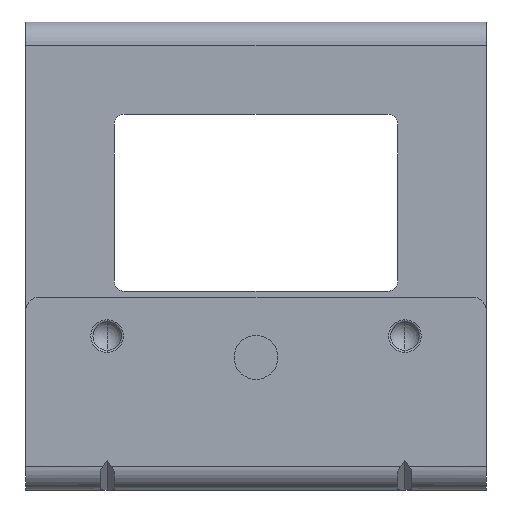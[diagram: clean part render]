
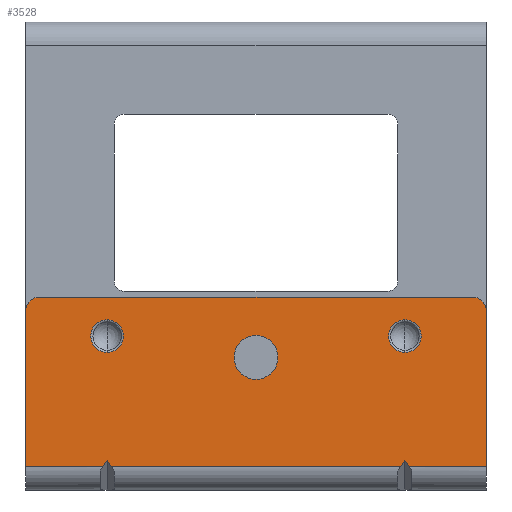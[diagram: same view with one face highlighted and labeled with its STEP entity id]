
A CAD part, left-side view. The second image highlights one B-rep face of the part: STEP entity #3528.
In plain terms, the highlighted planar face has unit normal (-1, 0, 0).
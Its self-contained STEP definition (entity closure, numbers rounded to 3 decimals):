
#42=FACE_BOUND('',#418,.T.);
#43=FACE_BOUND('',#419,.T.);
#44=FACE_BOUND('',#420,.T.);
#215=FACE_OUTER_BOUND('',#417,.T.);
#417=EDGE_LOOP('',(#2607,#2608,#2609,#2610,#2611,#2612,#2613,#2614,#2615,
#2616,#2617,#2618));
#418=EDGE_LOOP('',(#2619,#2620));
#419=EDGE_LOOP('',(#2621,#2622));
#420=EDGE_LOOP('',(#2623,#2624));
#563=LINE('',#5121,#907);
#637=LINE('',#6997,#981);
#640=LINE('',#7005,#984);
#642=LINE('',#7012,#986);
#643=LINE('',#7014,#987);
#644=LINE('',#7016,#988);
#645=LINE('',#7017,#989);
#646=LINE('',#7019,#990);
#647=LINE('',#7021,#991);
#648=LINE('',#7022,#992);
#907=VECTOR('',#4041,21.9);
#981=VECTOR('',#4365,21.9);
#984=VECTOR('',#4374,61.);
#986=VECTOR('',#4382,40.802);
#987=VECTOR('',#4383,1.038);
#988=VECTOR('',#4384,1.038);
#989=VECTOR('',#4385,10.901);
#990=VECTOR('',#4386,10.901);
#991=VECTOR('',#4387,1.038);
#992=VECTOR('',#4388,1.038);
#1325=CIRCLE('',#3795,2.);
#1326=CIRCLE('',#3798,2.);
#1327=CIRCLE('',#3800,2.3);
#1328=CIRCLE('',#3801,2.3);
#1329=CIRCLE('',#3802,2.3);
#1330=CIRCLE('',#3803,2.3);
#1331=CIRCLE('',#3804,3.1);
#1332=CIRCLE('',#3805,3.1);
#1412=VERTEX_POINT('',#5118);
#1413=VERTEX_POINT('',#5120);
#1521=VERTEX_POINT('',#6994);
#1522=VERTEX_POINT('',#6996);
#1523=VERTEX_POINT('',#7000);
#1524=VERTEX_POINT('',#7004);
#1525=VERTEX_POINT('',#7010);
#1526=VERTEX_POINT('',#7011);
#1527=VERTEX_POINT('',#7013);
#1528=VERTEX_POINT('',#7015);
#1529=VERTEX_POINT('',#7018);
#1530=VERTEX_POINT('',#7020);
#1531=VERTEX_POINT('',#7023);
#1532=VERTEX_POINT('',#7024);
#1533=VERTEX_POINT('',#7027);
#1534=VERTEX_POINT('',#7028);
#1535=VERTEX_POINT('',#7031);
#1536=VERTEX_POINT('',#7032);
#1758=EDGE_CURVE('',#1413,#1412,#563,.T.);
#1923=EDGE_CURVE('',#1521,#1522,#637,.T.);
#1925=EDGE_CURVE('',#1523,#1522,#1325,.T.);
#1927=EDGE_CURVE('',#1524,#1523,#640,.T.);
#1929=EDGE_CURVE('',#1412,#1524,#1326,.T.);
#1930=EDGE_CURVE('',#1525,#1526,#642,.T.);
#1931=EDGE_CURVE('',#1525,#1527,#643,.T.);
#1932=EDGE_CURVE('',#1527,#1528,#644,.T.);
#1933=EDGE_CURVE('',#1413,#1528,#645,.T.);
#1934=EDGE_CURVE('',#1529,#1521,#646,.T.);
#1935=EDGE_CURVE('',#1529,#1530,#647,.T.);
#1936=EDGE_CURVE('',#1530,#1526,#648,.T.);
#1937=EDGE_CURVE('',#1531,#1532,#1327,.T.);
#1938=EDGE_CURVE('',#1532,#1531,#1328,.T.);
#1939=EDGE_CURVE('',#1533,#1534,#1329,.T.);
#1940=EDGE_CURVE('',#1534,#1533,#1330,.T.);
#1941=EDGE_CURVE('',#1535,#1536,#1331,.T.);
#1942=EDGE_CURVE('',#1536,#1535,#1332,.T.);
#2607=ORIENTED_EDGE('',*,*,#1930,.F.);
#2608=ORIENTED_EDGE('',*,*,#1931,.T.);
#2609=ORIENTED_EDGE('',*,*,#1932,.T.);
#2610=ORIENTED_EDGE('',*,*,#1933,.F.);
#2611=ORIENTED_EDGE('',*,*,#1758,.T.);
#2612=ORIENTED_EDGE('',*,*,#1929,.T.);
#2613=ORIENTED_EDGE('',*,*,#1927,.T.);
#2614=ORIENTED_EDGE('',*,*,#1925,.T.);
#2615=ORIENTED_EDGE('',*,*,#1923,.F.);
#2616=ORIENTED_EDGE('',*,*,#1934,.F.);
#2617=ORIENTED_EDGE('',*,*,#1935,.T.);
#2618=ORIENTED_EDGE('',*,*,#1936,.T.);
#2619=ORIENTED_EDGE('',*,*,#1937,.T.);
#2620=ORIENTED_EDGE('',*,*,#1938,.T.);
#2621=ORIENTED_EDGE('',*,*,#1939,.T.);
#2622=ORIENTED_EDGE('',*,*,#1940,.T.);
#2623=ORIENTED_EDGE('',*,*,#1941,.T.);
#2624=ORIENTED_EDGE('',*,*,#1942,.T.);
#3377=PLANE('',#3799);
#3528=ADVANCED_FACE('',(#215,#42,#43,#44),#3377,.T.);
#3795=AXIS2_PLACEMENT_3D('',#7001,#4369,#4370);
#3798=AXIS2_PLACEMENT_3D('',#7008,#4378,#4379);
#3799=AXIS2_PLACEMENT_3D('',#7009,#4380,#4381);
#3800=AXIS2_PLACEMENT_3D('',#7025,#4389,#4390);
#3801=AXIS2_PLACEMENT_3D('',#7026,#4391,#4392);
#3802=AXIS2_PLACEMENT_3D('',#7029,#4393,#4394);
#3803=AXIS2_PLACEMENT_3D('',#7030,#4395,#4396);
#3804=AXIS2_PLACEMENT_3D('',#7033,#4397,#4398);
#3805=AXIS2_PLACEMENT_3D('',#7034,#4399,#4400);
#4041=DIRECTION('',(0.,0.,1.));
#4365=DIRECTION('',(0.,0.,1.));
#4369=DIRECTION('center_axis',(-1.,0.,0.));
#4370=DIRECTION('ref_axis',(0.,0.,1.));
#4374=DIRECTION('',(0.,1.,0.));
#4378=DIRECTION('center_axis',(-1.,0.,0.));
#4379=DIRECTION('ref_axis',(0.,-1.,0.));
#4380=DIRECTION('center_axis',(-1.,0.,0.));
#4381=DIRECTION('ref_axis',(0.,0.,1.));
#4382=DIRECTION('',(0.,1.,0.));
#4383=DIRECTION('',(0.,-0.577,0.816));
#4384=DIRECTION('',(0.,-0.577,-0.816));
#4385=DIRECTION('',(0.,1.,0.));
#4386=DIRECTION('',(0.,1.,0.));
#4387=DIRECTION('',(0.,-0.577,0.816));
#4388=DIRECTION('',(0.,-0.577,-0.816));
#4389=DIRECTION('center_axis',(1.,0.,0.));
#4390=DIRECTION('ref_axis',(0.,0.,1.));
#4391=DIRECTION('center_axis',(1.,0.,0.));
#4392=DIRECTION('ref_axis',(0.,0.,-1.));
#4393=DIRECTION('center_axis',(1.,0.,0.));
#4394=DIRECTION('ref_axis',(0.,0.,-1.));
#4395=DIRECTION('center_axis',(1.,0.,0.));
#4396=DIRECTION('ref_axis',(0.,0.,1.));
#4397=DIRECTION('center_axis',(1.,0.,0.));
#4398=DIRECTION('ref_axis',(0.,-1.,0.));
#4399=DIRECTION('center_axis',(1.,0.,0.));
#4400=DIRECTION('ref_axis',(0.,1.,0.));
#5118=CARTESIAN_POINT('',(0.,-32.5,-2.));
#5120=CARTESIAN_POINT('',(0.,-32.5,-23.9));
#5121=CARTESIAN_POINT('',(0.,-32.5,-23.9));
#6994=CARTESIAN_POINT('',(0.,32.5,-23.9));
#6996=CARTESIAN_POINT('',(0.,32.5,-2.));
#6997=CARTESIAN_POINT('',(0.,32.5,-23.9));
#7000=CARTESIAN_POINT('',(0.,30.5,0.));
#7001=CARTESIAN_POINT('Origin',(0.,30.5,-2.));
#7004=CARTESIAN_POINT('',(0.,-30.5,0.));
#7005=CARTESIAN_POINT('',(0.,-30.5,0.));
#7008=CARTESIAN_POINT('Origin',(0.,-30.5,-2.));
#7009=CARTESIAN_POINT('Origin',(0.,-32.5,-27.2));
#7010=CARTESIAN_POINT('',(0.,-20.401,-23.9));
#7011=CARTESIAN_POINT('',(0.,20.401,-23.9));
#7012=CARTESIAN_POINT('',(0.,-20.401,-23.9));
#7013=CARTESIAN_POINT('',(0.,-21.,-23.053));
#7014=CARTESIAN_POINT('',(0.,-20.401,-23.9));
#7015=CARTESIAN_POINT('',(0.,-21.599,-23.9));
#7016=CARTESIAN_POINT('',(0.,-21.,-23.053));
#7017=CARTESIAN_POINT('',(0.,-32.5,-23.9));
#7018=CARTESIAN_POINT('',(0.,21.599,-23.9));
#7019=CARTESIAN_POINT('',(0.,21.599,-23.9));
#7020=CARTESIAN_POINT('',(0.,21.,-23.053));
#7021=CARTESIAN_POINT('',(0.,21.599,-23.9));
#7022=CARTESIAN_POINT('',(0.,21.,-23.053));
#7023=CARTESIAN_POINT('',(0.,-21.,-3.2));
#7024=CARTESIAN_POINT('',(0.,-21.,-7.8));
#7025=CARTESIAN_POINT('Origin',(0.,-21.,-5.5));
#7026=CARTESIAN_POINT('Origin',(0.,-21.,-5.5));
#7027=CARTESIAN_POINT('',(0.,21.,-7.8));
#7028=CARTESIAN_POINT('',(0.,21.,-3.2));
#7029=CARTESIAN_POINT('Origin',(0.,21.,-5.5));
#7030=CARTESIAN_POINT('Origin',(0.,21.,-5.5));
#7031=CARTESIAN_POINT('',(0.,-3.1,-8.5));
#7032=CARTESIAN_POINT('',(0.,3.1,-8.5));
#7033=CARTESIAN_POINT('Origin',(0.,0.,-8.5));
#7034=CARTESIAN_POINT('Origin',(0.,0.,-8.5));
